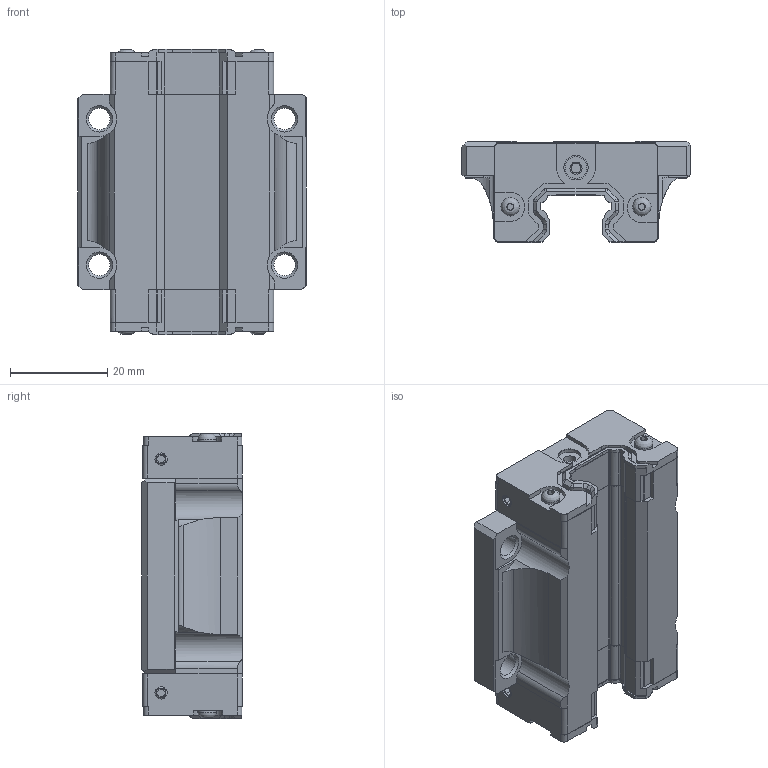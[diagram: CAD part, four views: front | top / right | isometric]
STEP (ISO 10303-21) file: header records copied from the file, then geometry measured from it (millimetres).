
FILE_DESCRIPTION(/* description */ ('Vozík'),/* implementation_level */ '2;1');
FILE_NAME(/* name */ 'LGBCH 15 FN SS N Z1-N.stp',/* time_stamp */ '2022-08-15T10:09:11+02:00',/* author */ ('konstrukce'),/* organization */ ('NTNAUTOMATION'),/* preprocessor_version */ 'ST-DEVELOPER v18.1',/* originating_system */ 'Autodesk Inventor 2022',/* authorisation */ '');
FILE_SCHEMA (('AUTOMOTIVE_DESIGN { 1 0 10303 214 3 1 1 }'));
Length unit declared in the file: millimetre
Products named in the file (1): LGBCH 15 FN SS N Z1-N
Bounding box: 47 x 20.7 x 58.6 mm (x, y, z)
Volume: 35388.6 mm3; surface area: 10763.3 mm2
Topology: 1 solids, 1 shells, 586 faces, 1586 edges, 1030 vertices
Faces by surface type: plane 392, cylinder 158, cone 32, bspline 4
Full cylindrical faces by diameter (mm): 1.5 x2, 2 x2, 2.5 x6, 3 x2, 3.8 x4, 4.4 x4, 4.5 x2, 5 x4
Entity records: 18793 total; most frequent: CARTESIAN_POINT 3519, ORIENTED_EDGE 3172, DIRECTION 3116, EDGE_CURVE 1586, LINE 1102, VECTOR 1102, VERTEX_POINT 1030, AXIS2_PLACEMENT_3D 1007
